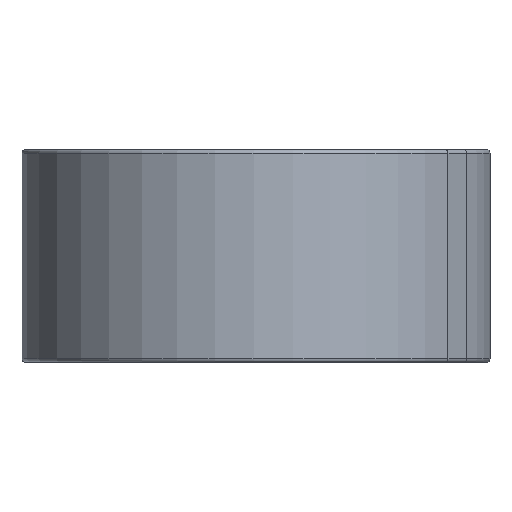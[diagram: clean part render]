
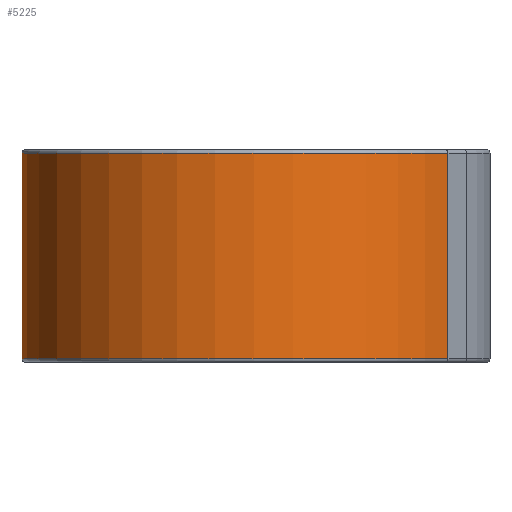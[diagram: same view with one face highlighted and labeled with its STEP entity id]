
A CAD part, left-side view. The second image highlights one B-rep face of the part: STEP entity #5225.
In plain terms, the highlighted cylindrical face has radius 13.7 mm (diameter 27.4 mm), a partial arc.
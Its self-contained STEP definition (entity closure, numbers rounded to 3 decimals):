
#1862=DIRECTION('',(0.,0.,1.));
#1863=VECTOR('',#1862,12.3);
#1864=CARTESIAN_POINT('',(-6.98,-11.788,-6.15));
#1865=LINE('',#1864,#1863);
#1876=CARTESIAN_POINT('',(0.,0.,6.15));
#1877=DIRECTION('',(0.,0.,1.));
#1878=DIRECTION('',(0.825,0.565,0.));
#1879=AXIS2_PLACEMENT_3D('',#1876,#1877,#1878);
#1881=CARTESIAN_POINT('',(0.,0.,-6.15));
#1882=DIRECTION('',(0.,0.,-1.));
#1883=DIRECTION('',(-0.51,-0.86,0.));
#1884=AXIS2_PLACEMENT_3D('',#1881,#1882,#1883);
#1886=DIRECTION('',(0.,0.,1.));
#1887=VECTOR('',#1886,12.3);
#1888=CARTESIAN_POINT('',(11.305,7.739,-6.15));
#1889=LINE('',#1888,#1887);
#2123=CARTESIAN_POINT('',(11.305,7.739,6.15));
#2125=VERTEX_POINT('',#2123);
#2133=CARTESIAN_POINT('',(-6.98,-11.788,6.15));
#2134=VERTEX_POINT('',#2133);
#2169=CARTESIAN_POINT('',(-6.98,-11.788,-6.15));
#2170=VERTEX_POINT('',#2169);
#2173=CARTESIAN_POINT('',(11.305,7.739,-6.15));
#2174=VERTEX_POINT('',#2173);
#5214=CARTESIAN_POINT('',(0.,0.,-6.35));
#5215=DIRECTION('',(0.,0.,1.));
#5216=DIRECTION('',(1.,0.,0.));
#5217=AXIS2_PLACEMENT_3D('',#5214,#5215,#5216);
#5218=CYLINDRICAL_SURFACE('',#5217,13.7);
#5219=ORIENTED_EDGE('',*,*,#5208,.T.);
#5220=ORIENTED_EDGE('',*,*,#5183,.F.);
#5221=ORIENTED_EDGE('',*,*,#2645,.T.);
#5222=ORIENTED_EDGE('',*,*,#2672,.T.);
#5223=EDGE_LOOP('',(#5219,#5220,#5221,#5222));
#5224=FACE_OUTER_BOUND('',#5223,.F.);
#5225=ADVANCED_FACE('',(#5224),#5218,.T.);
#1880=CIRCLE('',#1879,13.7);
#1885=CIRCLE('',#1884,13.7);
#2645=EDGE_CURVE('',#2170,#2174,#1885,.T.);
#2672=EDGE_CURVE('',#2174,#2125,#1889,.T.);
#5183=EDGE_CURVE('',#2170,#2134,#1865,.T.);
#5208=EDGE_CURVE('',#2125,#2134,#1880,.T.);
